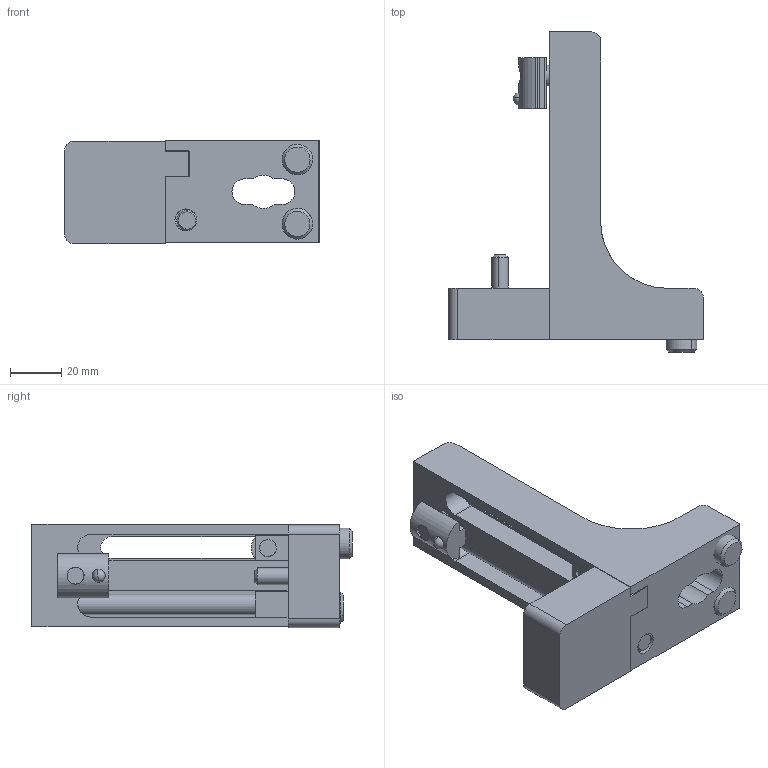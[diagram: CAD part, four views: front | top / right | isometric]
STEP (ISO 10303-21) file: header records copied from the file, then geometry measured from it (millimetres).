
FILE_DESCRIPTION (( 'STEP AP203' ), '1' );
FILE_NAME ('SF1200S.STEP', '2009-11-02T14:15:27', ( ' ' ), ( ' ' ), 'SwSTEP 2.0', 'SolidWorks 2009', '' );
FILE_SCHEMA (( 'CONFIG_CONTROL_DESIGN' ));
Length unit declared in the file: millimetre
Products named in the file (1): SF1200S
Bounding box: 99.2 x 124.83 x 40.25 mm (x, y, z)
Volume: 138102.8 mm3; surface area: 47796.2 mm2
Topology: 10 solids, 10 shells, 213 faces, 551 edges, 353 vertices
Faces by surface type: plane 96, cylinder 77, cone 36, torus 2, sphere 2
Entity records: 7420 total; most frequent: CARTESIAN_POINT 2141, DIRECTION 1092, ORIENTED_EDGE 1064, EDGE_CURVE 532, AXIS2_PLACEMENT_3D 396, VERTEX_POINT 350, VECTOR 300, LINE 300
